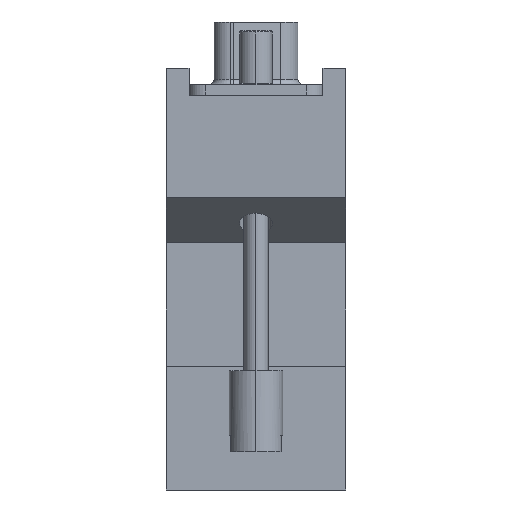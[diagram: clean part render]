
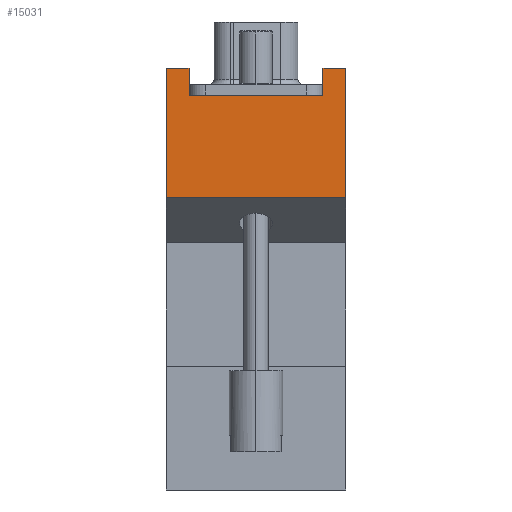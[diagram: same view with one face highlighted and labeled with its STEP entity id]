
A CAD part, left-side view. The second image highlights one B-rep face of the part: STEP entity #15031.
In plain terms, the highlighted planar face has unit normal (-1, 0, 0).
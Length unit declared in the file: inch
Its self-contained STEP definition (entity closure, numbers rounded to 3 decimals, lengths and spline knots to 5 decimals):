
#4515 = CARTESIAN_POINT ( 'NONE',  ( -1.091, -0.248, 0.4765 ) ) ;
#5473 = CARTESIAN_POINT ( 'NONE',  ( -1.091, 0.333, 0.5765 ) ) ;
#5474 = DIRECTION ( 'NONE',  ( 0., 0., 1. ) ) ;
#5475 = VECTOR ( 'NONE', #5474, 39.37008 ) ;
#5476 = CARTESIAN_POINT ( 'NONE',  ( -1.091, 0.333, 0.5765 ) ) ;
#5477 = LINE ( 'NONE', #5476, #5475 ) ;
#5478 = CARTESIAN_POINT ( 'NONE',  ( -1.091, 0.333, 0.0965 ) ) ;
#11356 = LINE ( 'NONE', #11393, #11392 ) ;
#11391 = DIRECTION ( 'NONE',  ( 0., 0., 1. ) ) ;
#11392 = VECTOR ( 'NONE', #11391, 39.37008 ) ;
#11393 = CARTESIAN_POINT ( 'NONE',  ( -1.091, -0.333, 0.5765 ) ) ;
#11575 = CARTESIAN_POINT ( 'NONE',  ( -1.091, -0.333, 0.0965 ) ) ;
#11754 = CARTESIAN_POINT ( 'NONE',  ( -1.091, -0.333, 0.5765 ) ) ;
#11964 = CARTESIAN_POINT ( 'NONE',  ( -1.091, 0.248, 0.4765 ) ) ;
#11973 = DIRECTION ( 'NONE',  ( 0., 0., 1. ) ) ;
#11974 = VECTOR ( 'NONE', #11973, 39.37008 ) ;
#11975 = CARTESIAN_POINT ( 'NONE',  ( -1.091, -0.248, 0.4765 ) ) ;
#11976 = LINE ( 'NONE', #11975, #11974 ) ;
#12062 = DIRECTION ( 'NONE',  ( 0., 0., 1. ) ) ;
#12063 = VECTOR ( 'NONE', #12062, 39.37008 ) ;
#12064 = CARTESIAN_POINT ( 'NONE',  ( -1.091, 0.248, 0.4765 ) ) ;
#12065 = LINE ( 'NONE', #12064, #12063 ) ;
#12086 = DIRECTION ( 'NONE',  ( 0., -1., 0. ) ) ;
#12087 = VECTOR ( 'NONE', #12086, 39.37008 ) ;
#12094 = CARTESIAN_POINT ( 'NONE',  ( -1.091, 0.333, 0.5765 ) ) ;
#12095 = AXIS2_PLACEMENT_3D ( 'NONE', #12094, #12288, #12287 ) ;
#12096 = PLANE ( 'NONE',  #12095 ) ;
#12098 = FACE_OUTER_BOUND ( 'NONE', #15032, .T. ) ;
#12124 = LINE ( 'NONE', #12255, #12087 ) ;
#12156 = DIRECTION ( 'NONE',  ( 0., -1., 0. ) ) ;
#12157 = VECTOR ( 'NONE', #12156, 39.37008 ) ;
#12158 = CARTESIAN_POINT ( 'NONE',  ( -1.091, 0.248, 0.4765 ) ) ;
#12159 = LINE ( 'NONE', #12158, #12157 ) ;
#12164 = CARTESIAN_POINT ( 'NONE',  ( -1.091, 0.248, 0.5765 ) ) ;
#12165 = DIRECTION ( 'NONE',  ( 0., -1., 0. ) ) ;
#12166 = VECTOR ( 'NONE', #12165, 39.37008 ) ;
#12167 = CARTESIAN_POINT ( 'NONE',  ( -1.091, 0.333, 0.5765 ) ) ;
#12168 = LINE ( 'NONE', #12167, #12166 ) ;
#12182 = DIRECTION ( 'NONE',  ( 0., -1., 0. ) ) ;
#12183 = VECTOR ( 'NONE', #12182, 39.37008 ) ;
#12184 = CARTESIAN_POINT ( 'NONE',  ( -1.091, 0.333, 0.5765 ) ) ;
#12185 = LINE ( 'NONE', #12184, #12183 ) ;
#12193 = CARTESIAN_POINT ( 'NONE',  ( -1.091, -0.248, 0.5765 ) ) ;
#12255 = CARTESIAN_POINT ( 'NONE',  ( -1.091, 0.333, 0.0965 ) ) ;
#12287 = DIRECTION ( 'NONE',  ( 0., 0., -1. ) ) ;
#12288 = DIRECTION ( 'NONE',  ( 1., 0., 0. ) ) ;
#14588 = EDGE_CURVE ( 'NONE', #14690, #14746, #11356, .T. ) ;
#14690 = VERTEX_POINT ( 'NONE', #11575 ) ;
#14746 = VERTEX_POINT ( 'NONE', #11754 ) ;
#14852 = EDGE_CURVE ( 'NONE', #20734, #15004, #11976, .T. ) ;
#14908 = EDGE_CURVE ( 'NONE', #14934, #15015, #12065, .T. ) ;
#14934 = VERTEX_POINT ( 'NONE', #11964 ) ;
#14983 = EDGE_CURVE ( 'NONE', #20858, #14690, #12124, .T. ) ;
#15004 = VERTEX_POINT ( 'NONE', #12193 ) ;
#15006 = EDGE_CURVE ( 'NONE', #15004, #14746, #12185, .T. ) ;
#15014 = EDGE_CURVE ( 'NONE', #20861, #15015, #12168, .T. ) ;
#15015 = VERTEX_POINT ( 'NONE', #12164 ) ;
#15017 = EDGE_CURVE ( 'NONE', #14934, #20734, #12159, .T. ) ;
#15031 = ADVANCED_FACE ( 'NONE', ( #12098 ), #12096, .F. ) ;
#15032 = EDGE_LOOP ( 'NONE', ( #15212, #15073, #15198, #15098, #15075, #15076, #15057, #15034 ) ) ;
#15034 = ORIENTED_EDGE ( 'NONE', *, *, #14852, .F. ) ;
#15057 = ORIENTED_EDGE ( 'NONE', *, *, #15006, .F. ) ;
#15073 = ORIENTED_EDGE ( 'NONE', *, *, #14908, .T. ) ;
#15075 = ORIENTED_EDGE ( 'NONE', *, *, #14983, .T. ) ;
#15076 = ORIENTED_EDGE ( 'NONE', *, *, #14588, .T. ) ;
#15098 = ORIENTED_EDGE ( 'NONE', *, *, #20860, .F. ) ;
#15198 = ORIENTED_EDGE ( 'NONE', *, *, #15014, .F. ) ;
#15212 = ORIENTED_EDGE ( 'NONE', *, *, #15017, .F. ) ;
#20734 = VERTEX_POINT ( 'NONE', #4515 ) ;
#20858 = VERTEX_POINT ( 'NONE', #5478 ) ;
#20860 = EDGE_CURVE ( 'NONE', #20858, #20861, #5477, .T. ) ;
#20861 = VERTEX_POINT ( 'NONE', #5473 ) ;
